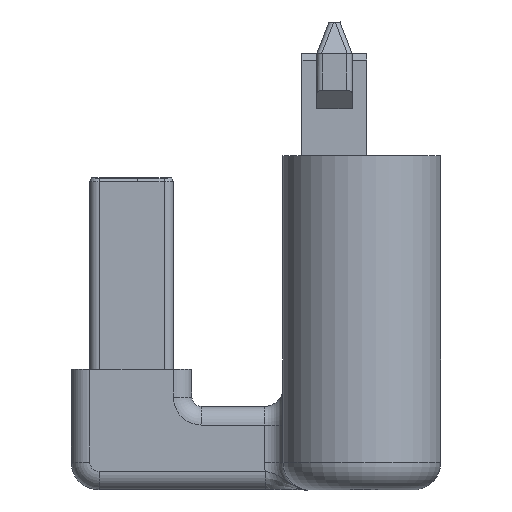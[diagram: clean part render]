
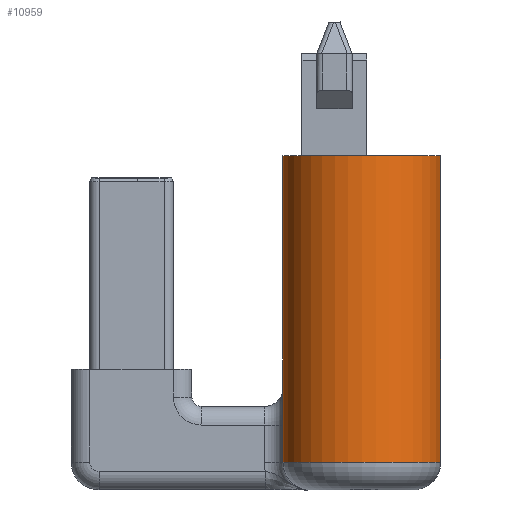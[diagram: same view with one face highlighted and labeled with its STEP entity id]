
A CAD part, left-side view. The second image highlights one B-rep face of the part: STEP entity #10959.
In plain terms, the highlighted cylindrical face has radius 4.25 mm (diameter 8.5 mm), a partial arc.
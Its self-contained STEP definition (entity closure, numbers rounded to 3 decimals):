
#22 = CARTESIAN_POINT ( 'NONE',  ( -30.75, 0., -7.5 ) ) ;
#3582 = DIRECTION ( 'NONE',  ( 0., 0., 1. ) ) ;
#6295 = VECTOR ( 'NONE', #35620, 1000. ) ;
#7317 = EDGE_CURVE ( 'NONE', #49511, #32052, #25959, .T. ) ;
#8951 = DIRECTION ( 'NONE',  ( 0., 0., 1. ) ) ;
#9518 = EDGE_CURVE ( 'NONE', #32052, #10742, #33604, .T. ) ;
#10076 = AXIS2_PLACEMENT_3D ( 'NONE', #22, #32283, #35874 ) ;
#10742 = VERTEX_POINT ( 'NONE', #25667 ) ;
#10959 = ADVANCED_FACE ( 'NONE', ( #27730 ), #50708, .T. ) ;
#11393 = CARTESIAN_POINT ( 'NONE',  ( -30.75, 4.25, -9. ) ) ;
#14511 = AXIS2_PLACEMENT_3D ( 'NONE', #39946, #3582, #15516 ) ;
#15516 = DIRECTION ( 'NONE',  ( 1., 0., 0. ) ) ;
#15662 = VECTOR ( 'NONE', #27349, 1000. ) ;
#15950 = EDGE_LOOP ( 'NONE', ( #31523, #48936, #41722, #24284 ) ) ;
#17273 = DIRECTION ( 'NONE',  ( -1., 0., 0. ) ) ;
#23447 = CARTESIAN_POINT ( 'NONE',  ( -30.75, -4.25, 0. ) ) ;
#24284 = ORIENTED_EDGE ( 'NONE', *, *, #9518, .F. ) ;
#25667 = CARTESIAN_POINT ( 'NONE',  ( -30.75, -4.25, 9. ) ) ;
#25959 = LINE ( 'NONE', #11393, #6295 ) ;
#26314 = EDGE_CURVE ( 'NONE', #10742, #51485, #30294, .T. ) ;
#27349 = DIRECTION ( 'NONE',  ( 0., 0., -1. ) ) ;
#27730 = FACE_OUTER_BOUND ( 'NONE', #15950, .T. ) ;
#30294 = LINE ( 'NONE', #23447, #15662 ) ;
#31272 = CARTESIAN_POINT ( 'NONE',  ( -30.75, 4.25, -7.5 ) ) ;
#31523 = ORIENTED_EDGE ( 'NONE', *, *, #7317, .F. ) ;
#32052 = VERTEX_POINT ( 'NONE', #45540 ) ;
#32283 = DIRECTION ( 'NONE',  ( 0., 0., 1. ) ) ;
#33604 = CIRCLE ( 'NONE', #45190, 4.25 ) ;
#35620 = DIRECTION ( 'NONE',  ( 0., 0., 1. ) ) ;
#35874 = DIRECTION ( 'NONE',  ( 1., 0., 0. ) ) ;
#37590 = CARTESIAN_POINT ( 'NONE',  ( -30.75, 0., 9. ) ) ;
#39946 = CARTESIAN_POINT ( 'NONE',  ( -30.75, 0., -9. ) ) ;
#41644 = CARTESIAN_POINT ( 'NONE',  ( -30.75, -4.25, -7.5 ) ) ;
#41722 = ORIENTED_EDGE ( 'NONE', *, *, #26314, .F. ) ;
#43436 = EDGE_CURVE ( 'NONE', #49511, #51485, #47558, .T. ) ;
#45190 = AXIS2_PLACEMENT_3D ( 'NONE', #37590, #8951, #17273 ) ;
#45540 = CARTESIAN_POINT ( 'NONE',  ( -30.75, 4.25, 9. ) ) ;
#47558 = CIRCLE ( 'NONE', #10076, 4.25 ) ;
#48936 = ORIENTED_EDGE ( 'NONE', *, *, #43436, .T. ) ;
#49511 = VERTEX_POINT ( 'NONE', #31272 ) ;
#50708 = CYLINDRICAL_SURFACE ( 'NONE', #14511, 4.25 ) ;
#51485 = VERTEX_POINT ( 'NONE', #41644 ) ;
